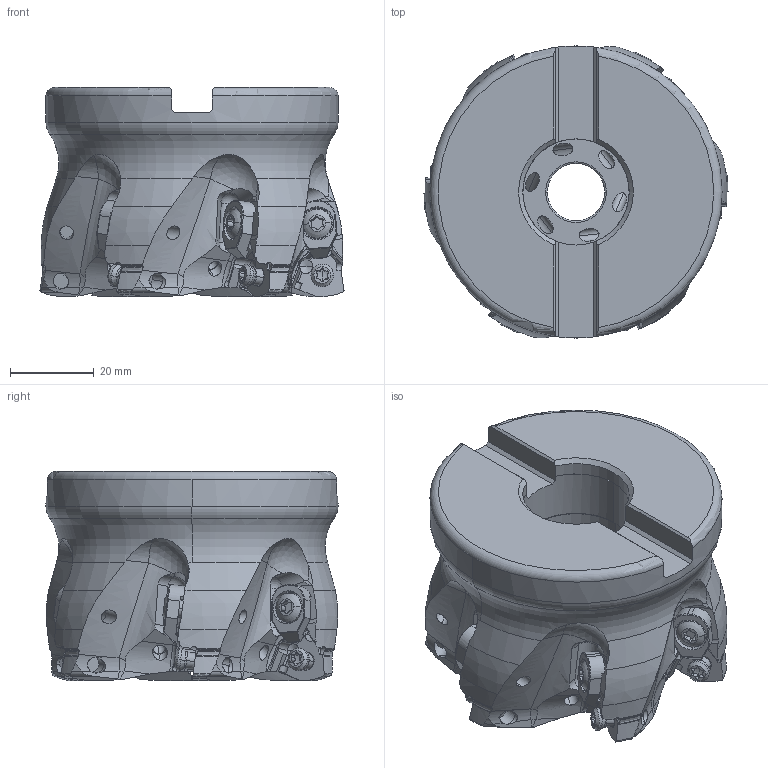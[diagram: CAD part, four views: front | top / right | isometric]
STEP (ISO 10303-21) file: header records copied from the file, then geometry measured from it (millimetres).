
FILE_DESCRIPTION(/* description */ (''),/* implementation_level */ '2;1');
FILE_NAME(/* name */ 'AJXU12R0306C.stp',/* time_stamp */ '2021-09-08T11:48:58+09:00',/* author */ (''),/* organization */ (''),/* preprocessor_version */ 'ST-DEVELOPER v16',/* originating_system */ 'SIEMENS PLM Software NX 10.0',/* authorisation */ '');
FILE_SCHEMA (('AUTOMOTIVE_DESIGN { 1 0 10303 214 3 1 1 1 }'));
Products named in the file (1): AJXU12R0306C_ASM
Bounding box: 72.71 x 69.85 x 49.99 mm (x, y, z)
Volume: 131765.8 mm3; surface area: 30493.1 mm2
Topology: 25 solids, 25 shells, 1269 faces, 3486 edges, 2341 vertices
Faces by surface type: cylinder 588, plane 375, cone 154, torus 80, sphere 48, bspline 24
Entity records: 49943 total; most frequent: CARTESIAN_POINT 17019, ORIENTED_EDGE 6840, DIRECTION 6756, EDGE_CURVE 3420, AXIS2_PLACEMENT_3D 2765, VERTEX_POINT 2256, EDGE_LOOP 1386, CIRCLE 1307
